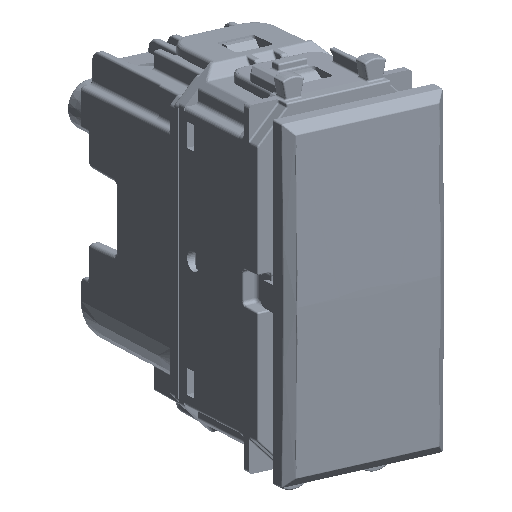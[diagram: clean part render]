
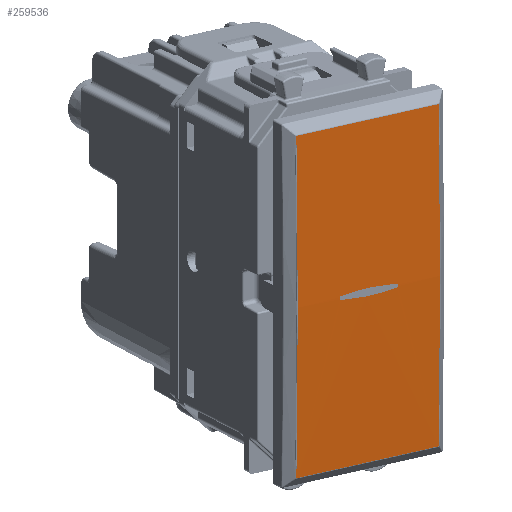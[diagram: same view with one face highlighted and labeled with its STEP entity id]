
A CAD part, top view. The second image highlights one B-rep face of the part: STEP entity #259536.
In plain terms, the highlighted cylindrical face has radius 812.528 mm (diameter 1625.06 mm), a partial arc.
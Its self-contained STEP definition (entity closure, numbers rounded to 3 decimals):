
#259020=CARTESIAN_POINT('Vertex',(-3.783,0.248,3.1)) ;
#259024=CARTESIAN_POINT('Control Point',(-3.783,0.248,3.1)) ;
#259025=CARTESIAN_POINT('Control Point',(-3.797,0.246,3.1)) ;
#259026=CARTESIAN_POINT('Control Point',(-3.811,0.243,3.1)) ;
#259027=CARTESIAN_POINT('Control Point',(-3.825,0.239,3.1)) ;
#259028=CARTESIAN_POINT('Control Point',(-3.846,0.232,3.1)) ;
#259029=CARTESIAN_POINT('Control Point',(-3.865,0.222,3.1)) ;
#259030=CARTESIAN_POINT('Control Point',(-3.871,0.219,3.1)) ;
#259031=CARTESIAN_POINT('Control Point',(-3.884,0.211,3.1)) ;
#259032=CARTESIAN_POINT('Control Point',(-3.896,0.203,3.1)) ;
#259033=CARTESIAN_POINT('Control Point',(-3.902,0.199,3.1)) ;
#259034=CARTESIAN_POINT('Control Point',(-3.918,0.186,3.1)) ;
#259035=CARTESIAN_POINT('Control Point',(-3.934,0.17,3.1)) ;
#259036=CARTESIAN_POINT('Control Point',(-3.943,0.16,3.1)) ;
#259037=CARTESIAN_POINT('Control Point',(-3.961,0.137,3.1)) ;
#259038=CARTESIAN_POINT('Control Point',(-3.975,0.111,3.1)) ;
#259039=CARTESIAN_POINT('Control Point',(-3.981,0.098,3.1)) ;
#259040=CARTESIAN_POINT('Control Point',(-3.991,0.071,3.1)) ;
#259041=CARTESIAN_POINT('Control Point',(-3.997,0.043,3.1)) ;
#259042=CARTESIAN_POINT('Control Point',(-3.999,0.029,3.1)) ;
#259043=CARTESIAN_POINT('Control Point',(-4.002,-0.014,3.1)) ;
#259044=CARTESIAN_POINT('Control Point',(-3.996,-0.057,3.1)) ;
#259045=CARTESIAN_POINT('Control Point',(-3.988,-0.085,3.1)) ;
#259046=CARTESIAN_POINT('Control Point',(-3.963,-0.138,3.1)) ;
#259047=CARTESIAN_POINT('Control Point',(-3.925,-0.182,3.1)) ;
#259048=CARTESIAN_POINT('Control Point',(-3.903,-0.201,3.1)) ;
#259049=CARTESIAN_POINT('Control Point',(-3.866,-0.224,3.1)) ;
#259050=CARTESIAN_POINT('Control Point',(-3.825,-0.239,3.1)) ;
#259051=CARTESIAN_POINT('Control Point',(-3.811,-0.243,3.1)) ;
#259052=CARTESIAN_POINT('Control Point',(-3.797,-0.246,3.1)) ;
#259053=CARTESIAN_POINT('Control Point',(-3.783,-0.248,3.1)) ;
#259054=CARTESIAN_POINT('Vertex',(-3.783,-0.248,3.1)) ;
#259082=CARTESIAN_POINT('Control Point',(-3.783,-0.248,3.1)) ;
#259083=CARTESIAN_POINT('Control Point',(-2.279,-0.449,3.1)) ;
#259084=CARTESIAN_POINT('Control Point',(-0.761,-0.551,3.1)) ;
#259085=CARTESIAN_POINT('Control Point',(0.761,-0.551,3.1)) ;
#259086=CARTESIAN_POINT('Control Point',(2.279,-0.449,3.1)) ;
#259087=CARTESIAN_POINT('Control Point',(3.783,-0.248,3.1)) ;
#259088=CARTESIAN_POINT('Vertex',(3.783,-0.248,3.1)) ;
#259164=CARTESIAN_POINT('Control Point',(3.783,-0.248,3.1)) ;
#259165=CARTESIAN_POINT('Control Point',(3.797,-0.246,3.1)) ;
#259166=CARTESIAN_POINT('Control Point',(3.811,-0.243,3.1)) ;
#259167=CARTESIAN_POINT('Control Point',(3.825,-0.239,3.1)) ;
#259168=CARTESIAN_POINT('Control Point',(3.846,-0.232,3.1)) ;
#259169=CARTESIAN_POINT('Control Point',(3.865,-0.222,3.1)) ;
#259170=CARTESIAN_POINT('Control Point',(3.871,-0.219,3.1)) ;
#259171=CARTESIAN_POINT('Control Point',(3.884,-0.211,3.1)) ;
#259172=CARTESIAN_POINT('Control Point',(3.896,-0.203,3.1)) ;
#259173=CARTESIAN_POINT('Control Point',(3.902,-0.199,3.1)) ;
#259174=CARTESIAN_POINT('Control Point',(3.918,-0.186,3.1)) ;
#259175=CARTESIAN_POINT('Control Point',(3.934,-0.17,3.1)) ;
#259176=CARTESIAN_POINT('Control Point',(3.943,-0.16,3.1)) ;
#259177=CARTESIAN_POINT('Control Point',(3.961,-0.137,3.1)) ;
#259178=CARTESIAN_POINT('Control Point',(3.975,-0.111,3.1)) ;
#259179=CARTESIAN_POINT('Control Point',(3.981,-0.098,3.1)) ;
#259180=CARTESIAN_POINT('Control Point',(3.991,-0.071,3.1)) ;
#259181=CARTESIAN_POINT('Control Point',(3.997,-0.043,3.1)) ;
#259182=CARTESIAN_POINT('Control Point',(3.999,-0.029,3.1)) ;
#259183=CARTESIAN_POINT('Control Point',(4.002,0.014,3.1)) ;
#259184=CARTESIAN_POINT('Control Point',(3.996,0.057,3.1)) ;
#259185=CARTESIAN_POINT('Control Point',(3.988,0.085,3.1)) ;
#259186=CARTESIAN_POINT('Control Point',(3.963,0.138,3.1)) ;
#259187=CARTESIAN_POINT('Control Point',(3.925,0.182,3.1)) ;
#259188=CARTESIAN_POINT('Control Point',(3.903,0.201,3.1)) ;
#259189=CARTESIAN_POINT('Control Point',(3.866,0.224,3.1)) ;
#259190=CARTESIAN_POINT('Control Point',(3.825,0.239,3.1)) ;
#259191=CARTESIAN_POINT('Control Point',(3.811,0.243,3.1)) ;
#259192=CARTESIAN_POINT('Control Point',(3.797,0.246,3.1)) ;
#259193=CARTESIAN_POINT('Control Point',(3.783,0.248,3.1)) ;
#259194=CARTESIAN_POINT('Vertex',(3.783,0.248,3.1)) ;
#259222=CARTESIAN_POINT('Control Point',(3.783,0.248,3.1)) ;
#259223=CARTESIAN_POINT('Control Point',(2.279,0.449,3.1)) ;
#259224=CARTESIAN_POINT('Control Point',(0.761,0.551,3.1)) ;
#259225=CARTESIAN_POINT('Control Point',(-0.761,0.551,3.1)) ;
#259226=CARTESIAN_POINT('Control Point',(-2.279,0.449,3.1)) ;
#259227=CARTESIAN_POINT('Control Point',(-3.783,0.248,3.1)) ;
#259489=CARTESIAN_POINT('Axis2P3D Location',(0.,0.,-809.428)) ;
#259495=CARTESIAN_POINT('Control Point',(-9.747,-20.818,2.833)) ;
#259496=CARTESIAN_POINT('Control Point',(-9.732,-6.943,3.189)) ;
#259497=CARTESIAN_POINT('Control Point',(-9.732,6.942,3.189)) ;
#259498=CARTESIAN_POINT('Control Point',(-9.747,20.818,2.833)) ;
#259499=CARTESIAN_POINT('Vertex',(-9.747,20.818,2.833)) ;
#259501=CARTESIAN_POINT('Vertex',(-9.747,-20.818,2.833)) ;
#259504=CARTESIAN_POINT('Line Origine',(0.,-20.818,2.833)) ;
#259508=CARTESIAN_POINT('Vertex',(9.747,-20.818,2.833)) ;
#259512=CARTESIAN_POINT('Control Point',(9.747,-20.818,2.833)) ;
#259513=CARTESIAN_POINT('Control Point',(9.732,-6.942,3.189)) ;
#259514=CARTESIAN_POINT('Control Point',(9.732,6.942,3.189)) ;
#259515=CARTESIAN_POINT('Control Point',(9.747,20.818,2.833)) ;
#259516=CARTESIAN_POINT('Vertex',(9.747,20.818,2.833)) ;
#259519=CARTESIAN_POINT('Line Origine',(0.,20.818,2.833)) ;
#259490=DIRECTION('Axis2P3D Direction',(1.,0.,0.)) ;
#259491=DIRECTION('Axis2P3D XDirection',(0.,0.,1.)) ;
#259505=DIRECTION('Vector Direction',(1.,0.,0.)) ;
#259520=DIRECTION('Vector Direction',(1.,0.,0.)) ;
#259492=AXIS2_PLACEMENT_3D('Cylinder Axis2P3D',#259489,#259490,#259491) ;
#259525=ORIENTED_EDGE('',*,*,#259503,.T.) ;
#259526=ORIENTED_EDGE('',*,*,#259510,.T.) ;
#259527=ORIENTED_EDGE('',*,*,#259518,.T.) ;
#259528=ORIENTED_EDGE('',*,*,#259523,.T.) ;
#259531=ORIENTED_EDGE('',*,*,#259228,.T.) ;
#259532=ORIENTED_EDGE('',*,*,#259196,.T.) ;
#259533=ORIENTED_EDGE('',*,*,#259090,.T.) ;
#259534=ORIENTED_EDGE('',*,*,#259056,.T.) ;
#259535=FACE_BOUND('',#259530,.T.) ;
#259506=VECTOR('Line Direction',#259505,1.) ;
#259521=VECTOR('Line Direction',#259520,1.) ;
#259536=ADVANCED_FACE('PartBody',(#259529,#259535),#259493,.T.) ;
#259023=B_SPLINE_CURVE_WITH_KNOTS('',5,(#259024,#259025,#259026,#259027,#259028,#259029,#259030,#259031,#259032,#259033,#259034,#259035,#259036,#259037,#259038,#259039,#259040,#259041,#259042,#259043,#259044,#259045,#259046,#259047,#259048,#259049,#259050,#259051,#259052,#259053),.UNSPECIFIED.,.F.,.U.,(6,3,3,3,3,3,3,3,3,6),(0.,0.101,0.152,0.203,0.304,0.406,0.507,0.711,0.914,1.015),.UNSPECIFIED.) ;
#259081=B_SPLINE_CURVE_WITH_KNOTS('',5,(#259082,#259083,#259084,#259085,#259086,#259087),.UNSPECIFIED.,.F.,.U.,(6,6),(0.,10.732),.UNSPECIFIED.) ;
#259163=B_SPLINE_CURVE_WITH_KNOTS('',5,(#259164,#259165,#259166,#259167,#259168,#259169,#259170,#259171,#259172,#259173,#259174,#259175,#259176,#259177,#259178,#259179,#259180,#259181,#259182,#259183,#259184,#259185,#259186,#259187,#259188,#259189,#259190,#259191,#259192,#259193),.UNSPECIFIED.,.F.,.U.,(6,3,3,3,3,3,3,3,3,6),(0.,0.101,0.152,0.203,0.304,0.406,0.507,0.711,0.914,1.015),.UNSPECIFIED.) ;
#259221=B_SPLINE_CURVE_WITH_KNOTS('',5,(#259222,#259223,#259224,#259225,#259226,#259227),.UNSPECIFIED.,.F.,.U.,(6,6),(0.,10.732),.UNSPECIFIED.) ;
#259494=B_SPLINE_CURVE_WITH_KNOTS('',3,(#259495,#259496,#259497,#259498),.UNSPECIFIED.,.F.,.U.,(4,4),(17.319,89.408),.UNSPECIFIED.) ;
#259511=B_SPLINE_CURVE_WITH_KNOTS('',3,(#259512,#259513,#259514,#259515),.UNSPECIFIED.,.F.,.U.,(4,4),(17.319,89.407),.UNSPECIFIED.) ;
#259493=CYLINDRICAL_SURFACE('generated cylinder',#259492,812.528) ;
#259056=EDGE_CURVE('',#259055,#259021,#259023,.F.) ;
#259090=EDGE_CURVE('',#259089,#259055,#259081,.F.) ;
#259196=EDGE_CURVE('',#259195,#259089,#259163,.F.) ;
#259228=EDGE_CURVE('',#259021,#259195,#259221,.F.) ;
#259503=EDGE_CURVE('',#259500,#259502,#259494,.F.) ;
#259510=EDGE_CURVE('',#259502,#259509,#259507,.T.) ;
#259518=EDGE_CURVE('',#259509,#259517,#259511,.T.) ;
#259523=EDGE_CURVE('',#259517,#259500,#259522,.F.) ;
#259524=EDGE_LOOP('',(#259525,#259526,#259527,#259528)) ;
#259530=EDGE_LOOP('',(#259531,#259532,#259533,#259534)) ;
#259529=FACE_OUTER_BOUND('',#259524,.T.) ;
#259507=LINE('Line',#259504,#259506) ;
#259522=LINE('Line',#259519,#259521) ;
#259021=VERTEX_POINT('',#259020) ;
#259055=VERTEX_POINT('',#259054) ;
#259089=VERTEX_POINT('',#259088) ;
#259195=VERTEX_POINT('',#259194) ;
#259500=VERTEX_POINT('',#259499) ;
#259502=VERTEX_POINT('',#259501) ;
#259509=VERTEX_POINT('',#259508) ;
#259517=VERTEX_POINT('',#259516) ;
